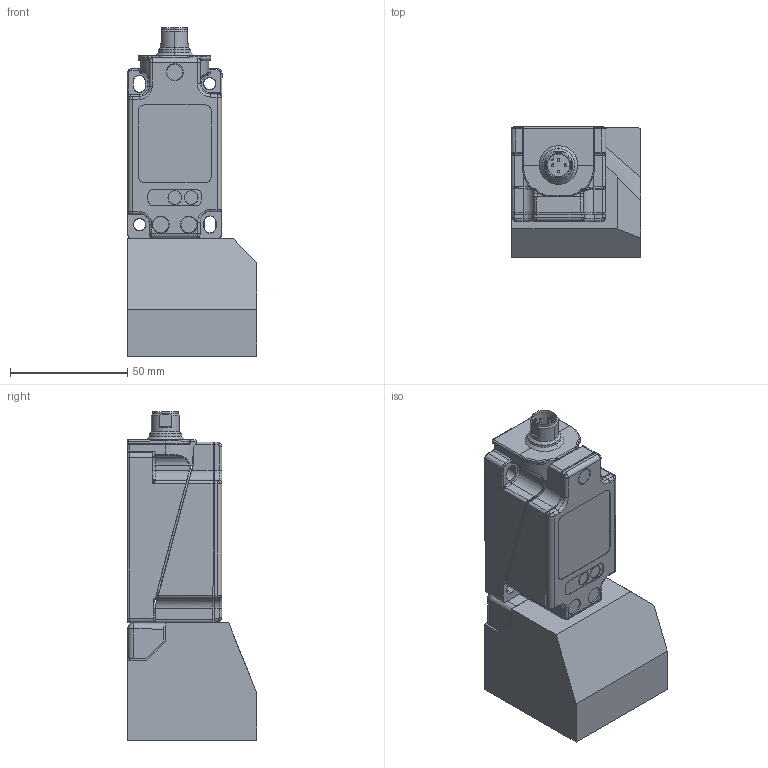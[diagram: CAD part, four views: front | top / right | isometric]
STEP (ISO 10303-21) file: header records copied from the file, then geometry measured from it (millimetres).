
FILE_DESCRIPTION((''),'2;1');
FILE_NAME('DM_CAD-2232_SW0001','2016-02-19T',('Creinig-se'),(''),'PRO/ENGINEER BY PARAMETRIC TECHNOLOGY CORPORATION, 2013050','PRO/ENGINEER BY PARAMETRIC TECHNOLOGY CORPORATION, 2013050','');
FILE_SCHEMA(('CONFIG_CONTROL_DESIGN'));
Products named in the file (1): DM_CAD-2232_SW0001
Bounding box: 55.34 x 55.31 x 140.23 mm (x, y, z)
Volume: 236287.6 mm3; surface area: 41548.9 mm2
Topology: 2 solids, 2 shells, 1187 faces, 3081 edges, 1936 vertices
Faces by surface type: plane 487, cylinder 440, bspline 129, cone 63, torus 50, sphere 18
Entity records: 51841 total; most frequent: CARTESIAN_POINT 15875, ORIENTED_EDGE 6158, DIRECTION 5450, EDGE_CURVE 3079, VERTEX_POINT 1936, AXIS2_PLACEMENT_3D 1882, VECTOR 1686, LINE 1686
